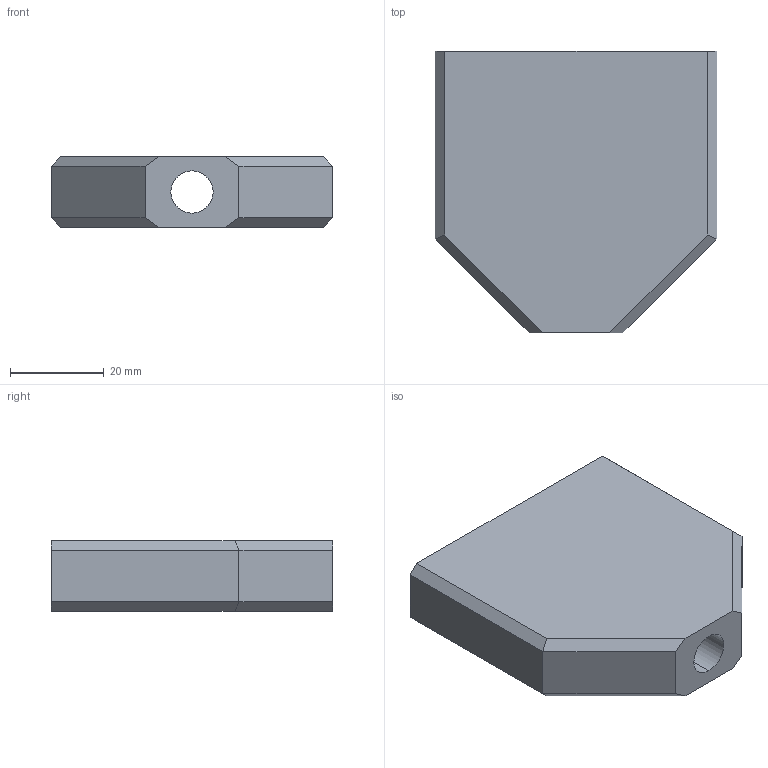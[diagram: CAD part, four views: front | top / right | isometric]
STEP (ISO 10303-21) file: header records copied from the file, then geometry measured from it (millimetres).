
FILE_DESCRIPTION (( 'STEP AP214' ), '1' );
FILE_NAME ('BOS-CT4400-530-A-Support fixation Pistolet Speedcoat_Entretoise.STEP', '2023-04-12T10:02:11', ( '' ), ( '' ), 'SwSTEP 2.0', 'SolidWorks 2014', '' );
FILE_SCHEMA (( 'AUTOMOTIVE_DESIGN' ));
Length unit declared in the file: millimetre
Products named in the file (1): BOS-CT4400-530-A-Support fixation Pistolet Speedcoat_Entretoise
Bounding box: 60 x 60 x 15 mm (x, y, z)
Volume: 43288 mm3; surface area: 11296.5 mm2
Topology: 1 solids, 1 shells, 26 faces, 64 edges, 38 vertices
Faces by surface type: plane 16, cylinder 6, cone 4
Entity records: 766 total; most frequent: DIRECTION 126, CARTESIAN_POINT 125, ORIENTED_EDGE 120, EDGE_CURVE 60, VECTOR 48, LINE 48, AXIS2_PLACEMENT_3D 39, VERTEX_POINT 38
